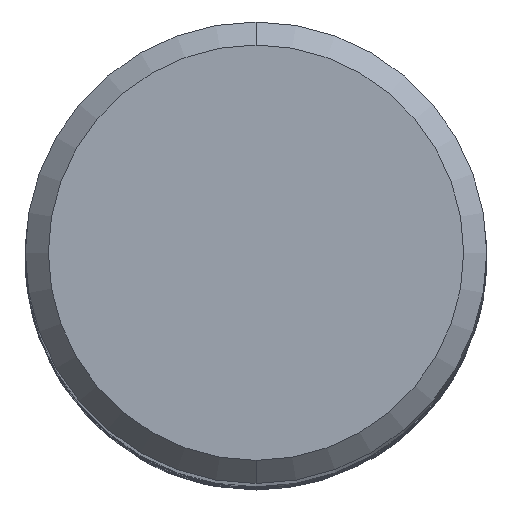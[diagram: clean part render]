
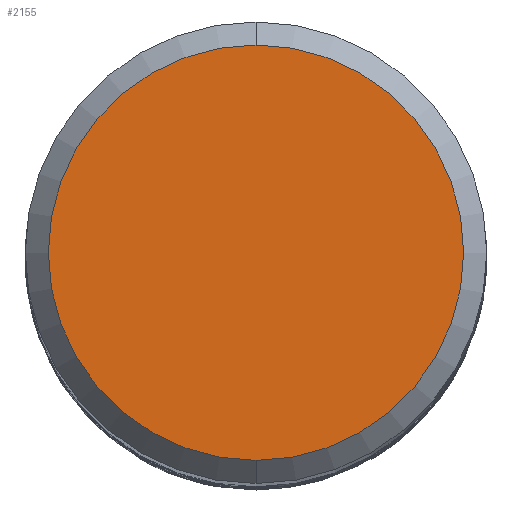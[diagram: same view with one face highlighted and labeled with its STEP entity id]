
A CAD part, top view. The second image highlights one B-rep face of the part: STEP entity #2155.
In plain terms, the highlighted planar face has unit normal (0, 0, 1).
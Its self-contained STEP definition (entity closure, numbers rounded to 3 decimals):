
#1905=EDGE_CURVE('',#2943,#2993,#4033,.T.);
#2155=ADVANCED_FACE('',(#4304),#4305,.T.);
#2777=EDGE_CURVE('',#2993,#2943,#4974,.T.);
#2943=VERTEX_POINT('',#5153);
#2993=VERTEX_POINT('',#5208);
#4033=CIRCLE('',#16445,5.4);
#4304=FACE_OUTER_BOUND('',#20443,.T.);
#4305=PLANE('',#20444);
#4974=CIRCLE('',#27799,5.4);
#5153=CARTESIAN_POINT('',(0.,-5.4,0.0));
#5208=CARTESIAN_POINT('',(0.0,5.4,0.0));
#16445=AXIS2_PLACEMENT_3D('',#32943,#32944,#32945);
#20443=EDGE_LOOP('',(#33218,#33219));
#20444=AXIS2_PLACEMENT_3D('',#33220,#33221,#33222);
#27799=AXIS2_PLACEMENT_3D('',#33885,#33886,#33887);
#32943=CARTESIAN_POINT('',(0.0,0.0,0.0));
#32944=DIRECTION('',(0.0,0.0,-1.0));
#32945=DIRECTION('',(0.0,1.0,0.0));
#33218=ORIENTED_EDGE('',*,*,#2777,.F.);
#33219=ORIENTED_EDGE('',*,*,#1905,.F.);
#33220=CARTESIAN_POINT('',(0.0,2.7,0.0));
#33221=DIRECTION('',(-0.0,0.0,1.0));
#33222=DIRECTION('',(0.0,-1.0,0.0));
#33885=CARTESIAN_POINT('',(0.0,0.0,0.0));
#33886=DIRECTION('',(0.0,0.0,-1.0));
#33887=DIRECTION('',(0.0,1.0,0.0));
